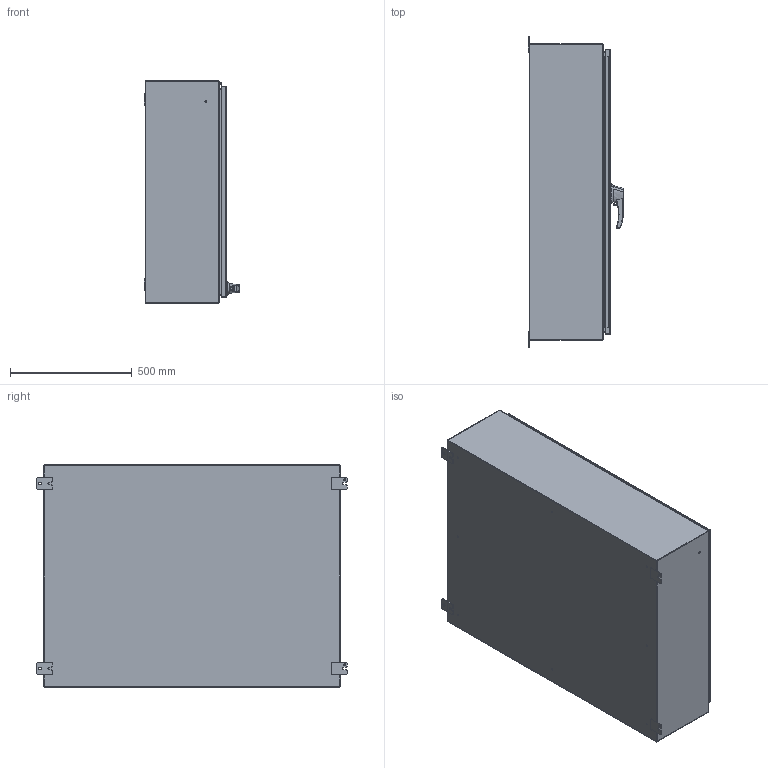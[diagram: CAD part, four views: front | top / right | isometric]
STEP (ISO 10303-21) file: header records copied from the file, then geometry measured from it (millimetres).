
FILE_DESCRIPTION (( 'STEP AP214' ), '1' );
FILE_NAME ('HW483612SSHK.STEP', '2019-07-25T12:40:44', ( '' ), ( '' ), 'SwSTEP 2.0', 'SolidWorks 2018', '' );
FILE_SCHEMA (( 'AUTOMOTIVE_DESIGN' ));
Length unit declared in the file: inch
Products named in the file (1): HW483612SSHK
Bounding box: 393.01 x 1276.35 x 914.4 mm (x, y, z)
Volume: 8327686.7 mm3; surface area: 8126281.7 mm2
Topology: 48 solids, 49 shells, 1592 faces, 4105 edges, 2653 vertices
Faces by surface type: plane 761, cylinder 693, bspline 95, cone 43
Entity records: 105474 total; most frequent: CARTESIAN_POINT 45501, ORIENTED_EDGE 8194, DIRECTION 8039, EDGE_CURVE 4097, AXIS2_PLACEMENT_3D 2835, VERTEX_POINT 2653, LINE 2369, VECTOR 2369
